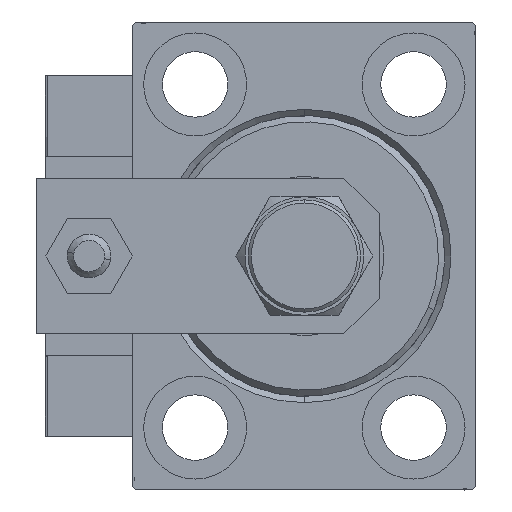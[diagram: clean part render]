
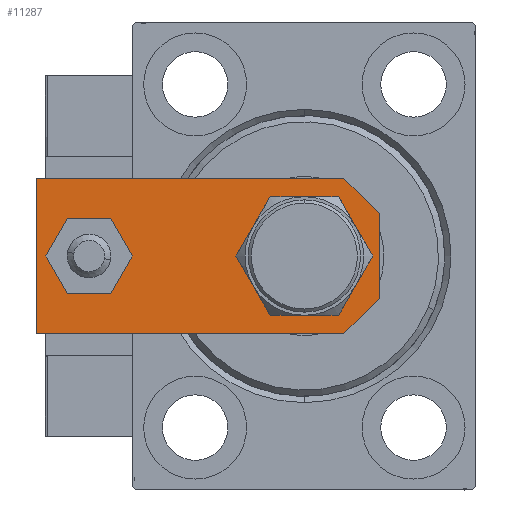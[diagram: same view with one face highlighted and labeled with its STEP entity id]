
A CAD part, left-side view. The second image highlights one B-rep face of the part: STEP entity #11287.
In plain terms, the highlighted face is planar.
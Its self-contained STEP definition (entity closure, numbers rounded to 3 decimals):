
#469 = CIRCLE ( 'NONE', #48883, 8.25 ) ;
#939 = CARTESIAN_POINT ( 'NONE',  ( -12.5, 55., 6. ) ) ;
#1643 = ORIENTED_EDGE ( 'NONE', *, *, #5579, .T. ) ;
#2253 = DIRECTION ( 'NONE',  ( 0., 0., 1. ) ) ;
#2277 = CARTESIAN_POINT ( 'NONE',  ( 12.5, 5.66, 6. ) ) ;
#2947 = ORIENTED_EDGE ( 'NONE', *, *, #51203, .T. ) ;
#3583 = DIRECTION ( 'NONE',  ( 0.707, 0.707, 0. ) ) ;
#3718 = VERTEX_POINT ( 'NONE', #46212 ) ;
#4084 = PLANE ( 'NONE',  #13420 ) ;
#4286 = EDGE_CURVE ( 'NONE', #14487, #21067, #44549, .T. ) ;
#4618 = DIRECTION ( 'NONE',  ( 1., 0., 0. ) ) ;
#4648 = AXIS2_PLACEMENT_3D ( 'NONE', #38708, #2253, #42951 ) ;
#5328 = CARTESIAN_POINT ( 'NONE',  ( 12.5, 55., 6. ) ) ;
#5579 = EDGE_CURVE ( 'NONE', #16708, #46884, #19975, .T. ) ;
#6352 = EDGE_CURVE ( 'NONE', #21067, #14487, #469, .T. ) ;
#6469 = CARTESIAN_POINT ( 'NONE',  ( 0., 46.5, 6. ) ) ;
#8619 = FACE_OUTER_BOUND ( 'NONE', #29998, .T. ) ;
#10735 = VERTEX_POINT ( 'NONE', #37556 ) ;
#10816 = EDGE_CURVE ( 'NONE', #10735, #23749, #14365, .T. ) ;
#11096 = VERTEX_POINT ( 'NONE', #2277 ) ;
#11287 = ADVANCED_FACE ( 'NONE', ( #45064, #8619, #24831 ), #4084, .T. ) ;
#11483 = CARTESIAN_POINT ( 'NONE',  ( 12.5, 55., 6. ) ) ;
#11620 = DIRECTION ( 'NONE',  ( 1., 0., 0. ) ) ;
#13420 = AXIS2_PLACEMENT_3D ( 'NONE', #48525, #40537, #4618 ) ;
#13589 = CARTESIAN_POINT ( 'NONE',  ( -12.5, 55., 6. ) ) ;
#14365 = LINE ( 'NONE', #18894, #47428 ) ;
#14487 = VERTEX_POINT ( 'NONE', #15490 ) ;
#15490 = CARTESIAN_POINT ( 'NONE',  ( -8.25, 12., 6. ) ) ;
#16292 = EDGE_CURVE ( 'NONE', #20054, #10735, #50610, .T. ) ;
#16708 = VERTEX_POINT ( 'NONE', #5328 ) ;
#16811 = VECTOR ( 'NONE', #3583, 1000. ) ;
#17297 = ORIENTED_EDGE ( 'NONE', *, *, #52389, .F. ) ;
#17564 = ORIENTED_EDGE ( 'NONE', *, *, #6352, .F. ) ;
#18296 = VECTOR ( 'NONE', #27696, 1000. ) ;
#18894 = CARTESIAN_POINT ( 'NONE',  ( -12.5, 0., 6. ) ) ;
#19975 = LINE ( 'NONE', #11483, #18296 ) ;
#20054 = VERTEX_POINT ( 'NONE', #26554 ) ;
#20273 = EDGE_CURVE ( 'NONE', #3718, #42861, #25538, .T. ) ;
#20580 = CARTESIAN_POINT ( 'NONE',  ( -4., 46.5, 6. ) ) ;
#21067 = VERTEX_POINT ( 'NONE', #32743 ) ;
#21979 = AXIS2_PLACEMENT_3D ( 'NONE', #6469, #38428, #50128 ) ;
#23749 = VERTEX_POINT ( 'NONE', #28324 ) ;
#23877 = VECTOR ( 'NONE', #38491, 1000. ) ;
#24831 = FACE_BOUND ( 'NONE', #43261, .T. ) ;
#24993 = ORIENTED_EDGE ( 'NONE', *, *, #10816, .T. ) ;
#25371 = VECTOR ( 'NONE', #30110, 1000. ) ;
#25538 = CIRCLE ( 'NONE', #43404, 4. ) ;
#26393 = CARTESIAN_POINT ( 'NONE',  ( -3.42, -3.42, 6. ) ) ;
#26554 = CARTESIAN_POINT ( 'NONE',  ( -12.5, 5.66, 6. ) ) ;
#27696 = DIRECTION ( 'NONE',  ( -1., 0., 0. ) ) ;
#28324 = CARTESIAN_POINT ( 'NONE',  ( 6.84, 0., 6. ) ) ;
#29998 = EDGE_LOOP ( 'NONE', ( #31375, #33509, #24993, #2947, #35543, #1643 ) ) ;
#30110 = DIRECTION ( 'NONE',  ( 0.707, -0.707, 0. ) ) ;
#30174 = EDGE_CURVE ( 'NONE', #46884, #20054, #50573, .T. ) ;
#30865 = DIRECTION ( 'NONE',  ( 0., -1., 0. ) ) ;
#31375 = ORIENTED_EDGE ( 'NONE', *, *, #30174, .T. ) ;
#32743 = CARTESIAN_POINT ( 'NONE',  ( 8.25, 12., 6. ) ) ;
#32856 = VECTOR ( 'NONE', #30865, 1000. ) ;
#33509 = ORIENTED_EDGE ( 'NONE', *, *, #16292, .T. ) ;
#35543 = ORIENTED_EDGE ( 'NONE', *, *, #38743, .T. ) ;
#37348 = CARTESIAN_POINT ( 'NONE',  ( 0., 12., 6. ) ) ;
#37556 = CARTESIAN_POINT ( 'NONE',  ( -6.84, 0., 6. ) ) ;
#37616 = DIRECTION ( 'NONE',  ( 1., 0., 0. ) ) ;
#37957 = CARTESIAN_POINT ( 'NONE',  ( 12.5, 0., 6. ) ) ;
#38316 = ORIENTED_EDGE ( 'NONE', *, *, #4286, .F. ) ;
#38412 = DIRECTION ( 'NONE',  ( 0., 0., 1. ) ) ;
#38428 = DIRECTION ( 'NONE',  ( 0., 0., 1. ) ) ;
#38491 = DIRECTION ( 'NONE',  ( 0., 1., 0. ) ) ;
#38708 = CARTESIAN_POINT ( 'NONE',  ( 0., 12., 6. ) ) ;
#38743 = EDGE_CURVE ( 'NONE', #11096, #16708, #41140, .T. ) ;
#40038 = CARTESIAN_POINT ( 'NONE',  ( 3.42, -3.42, 6. ) ) ;
#40339 = CARTESIAN_POINT ( 'NONE',  ( 0., 46.5, 6. ) ) ;
#40537 = DIRECTION ( 'NONE',  ( 0., 0., 1. ) ) ;
#41140 = LINE ( 'NONE', #37957, #23877 ) ;
#42861 = VERTEX_POINT ( 'NONE', #20580 ) ;
#42951 = DIRECTION ( 'NONE',  ( 1., 0., 0. ) ) ;
#43112 = DIRECTION ( 'NONE',  ( 1., 0., 0. ) ) ;
#43261 = EDGE_LOOP ( 'NONE', ( #38316, #17564 ) ) ;
#43404 = AXIS2_PLACEMENT_3D ( 'NONE', #40339, #48071, #11620 ) ;
#44549 = CIRCLE ( 'NONE', #4648, 8.25 ) ;
#45064 = FACE_BOUND ( 'NONE', #51072, .T. ) ;
#46212 = CARTESIAN_POINT ( 'NONE',  ( 4., 46.5, 6. ) ) ;
#46884 = VERTEX_POINT ( 'NONE', #939 ) ;
#47428 = VECTOR ( 'NONE', #43112, 1000. ) ;
#47498 = LINE ( 'NONE', #40038, #16811 ) ;
#48071 = DIRECTION ( 'NONE',  ( 0., 0., 1. ) ) ;
#48316 = CIRCLE ( 'NONE', #21979, 4. ) ;
#48525 = CARTESIAN_POINT ( 'NONE',  ( 0., 0., 6. ) ) ;
#48883 = AXIS2_PLACEMENT_3D ( 'NONE', #37348, #38412, #37616 ) ;
#50128 = DIRECTION ( 'NONE',  ( 1., 0., 0. ) ) ;
#50573 = LINE ( 'NONE', #13589, #32856 ) ;
#50610 = LINE ( 'NONE', #26393, #25371 ) ;
#51072 = EDGE_LOOP ( 'NONE', ( #17297, #51917 ) ) ;
#51203 = EDGE_CURVE ( 'NONE', #23749, #11096, #47498, .T. ) ;
#51917 = ORIENTED_EDGE ( 'NONE', *, *, #20273, .F. ) ;
#52389 = EDGE_CURVE ( 'NONE', #42861, #3718, #48316, .T. ) ;
